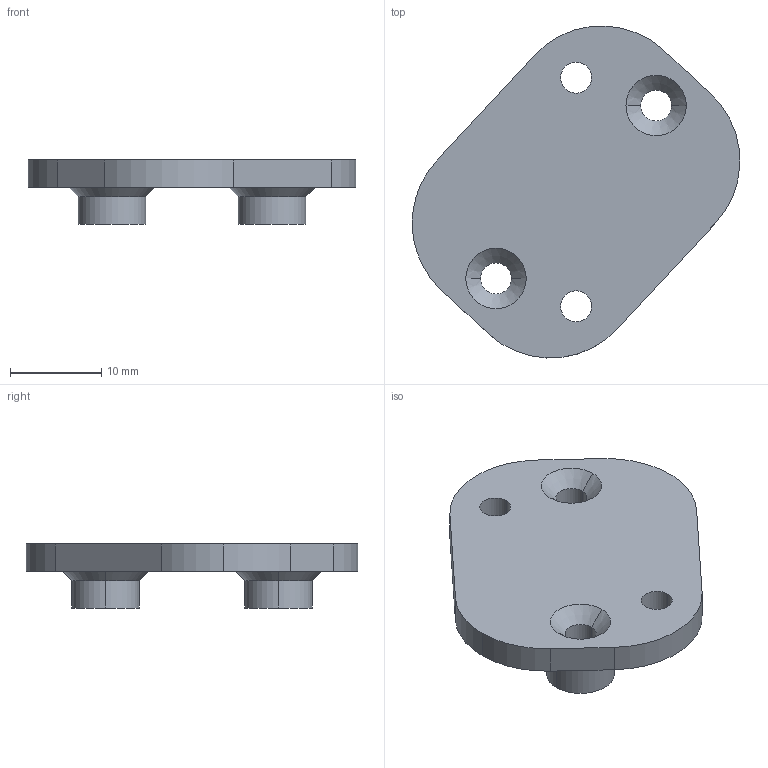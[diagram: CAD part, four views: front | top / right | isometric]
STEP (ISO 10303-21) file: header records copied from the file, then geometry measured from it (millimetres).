
FILE_DESCRIPTION (( 'STEP AP203' ), '1' );
FILE_NAME ('support_rail.STEP', '2025-07-09T09:07:52', ( '' ), ( '' ), 'SwSTEP 2.0', 'SolidWorks 2023', '' );
FILE_SCHEMA (( 'CONFIG_CONTROL_DESIGN' ));
Length unit declared in the file: millimetre
Products named in the file (1): support_rail
Bounding box: 35.82 x 36.28 x 7 mm (x, y, z)
Volume: 2789.2 mm3; surface area: 2372.1 mm2
Topology: 1 solids, 1 shells, 33 faces, 79 edges, 50 vertices
Faces by surface type: cylinder 17, cone 8, plane 8
Entity records: 1064 total; most frequent: DIRECTION 189, CARTESIAN_POINT 163, ORIENTED_EDGE 158, EDGE_CURVE 79, AXIS2_PLACEMENT_3D 76, VERTEX_POINT 50, EDGE_LOOP 43, CIRCLE 42
